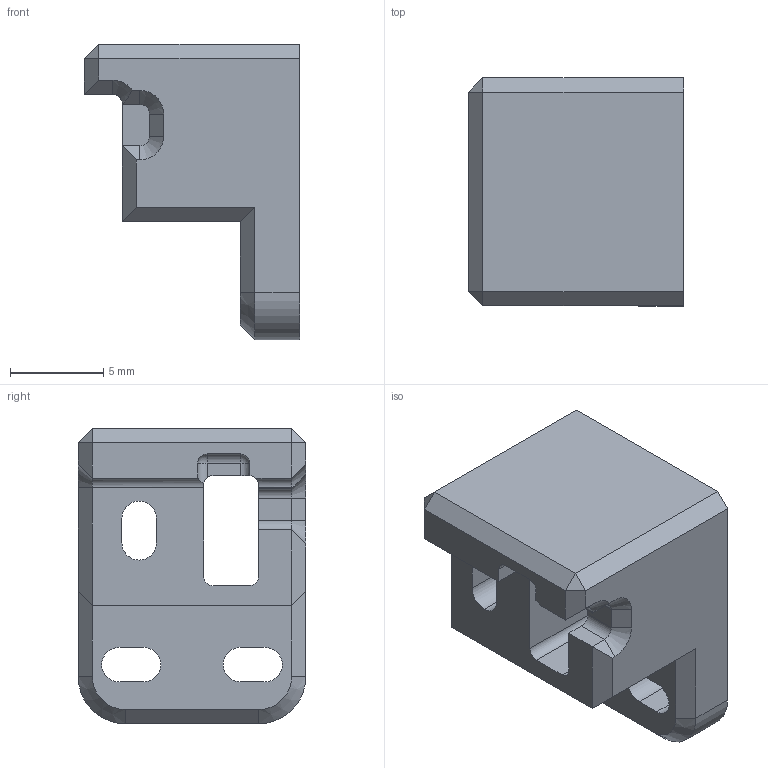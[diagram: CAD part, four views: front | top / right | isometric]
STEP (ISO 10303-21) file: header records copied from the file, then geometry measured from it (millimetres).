
FILE_DESCRIPTION (( 'STEP AP214' ), '1' );
FILE_NAME ('Landing Gear Switch Mount.STEP', '2021-04-25T00:25:40', ( '' ), ( '' ), 'SwSTEP 2.0', 'SolidWorks 2019', '' );
FILE_SCHEMA (( 'AUTOMOTIVE_DESIGN' ));
Length unit declared in the file: inch
Products named in the file (1): Landing Gear Switch Mount
Bounding box: 11.56 x 12.24 x 15.88 mm (x, y, z)
Volume: 1128 mm3; surface area: 1078.4 mm2
Topology: 1 solids, 1 shells, 79 faces, 203 edges, 123 vertices
Faces by surface type: plane 49, cylinder 22, cone 6, sphere 2
Entity records: 2405 total; most frequent: CARTESIAN_POINT 426, DIRECTION 404, ORIENTED_EDGE 402, EDGE_CURVE 201, VECTOR 146, LINE 146, AXIS2_PLACEMENT_3D 129, VERTEX_POINT 123
